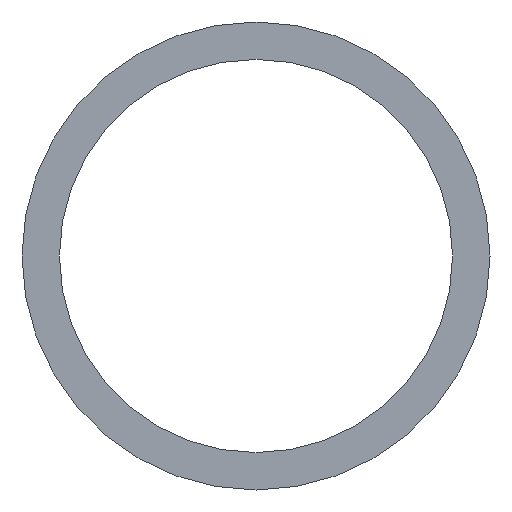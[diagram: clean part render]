
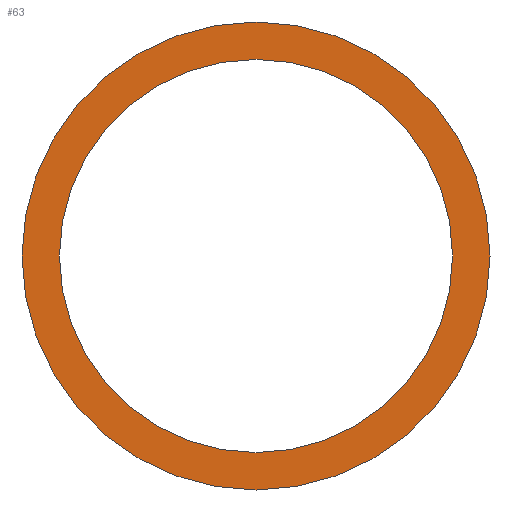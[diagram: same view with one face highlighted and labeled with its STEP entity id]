
A CAD part, front view. The second image highlights one B-rep face of the part: STEP entity #63.
In plain terms, the highlighted planar face has unit normal (0, -1, 0).
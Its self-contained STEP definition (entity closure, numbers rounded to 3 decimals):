
#22=FACE_BOUND('',#31,.T.);
#25=FACE_OUTER_BOUND('',#30,.T.);
#30=EDGE_LOOP('',(#53));
#31=EDGE_LOOP('',(#54));
#35=CIRCLE('',#92,31.5);
#36=CIRCLE('',#94,37.5);
#39=VERTEX_POINT('',#123);
#40=VERTEX_POINT('',#127);
#44=EDGE_CURVE('',#39,#39,#35,.T.);
#45=EDGE_CURVE('',#40,#40,#36,.T.);
#53=ORIENTED_EDGE('',*,*,#45,.F.);
#54=ORIENTED_EDGE('',*,*,#44,.T.);
#60=PLANE('',#93);
#63=ADVANCED_FACE('',(#25,#22),#60,.T.);
#92=AXIS2_PLACEMENT_3D('',#125,#107,#108);
#93=AXIS2_PLACEMENT_3D('',#126,#109,#110);
#94=AXIS2_PLACEMENT_3D('',#128,#111,#112);
#107=DIRECTION('center_axis',(0.,1.,0.));
#108=DIRECTION('ref_axis',(1.,0.,0.));
#109=DIRECTION('center_axis',(0.,-1.,0.));
#110=DIRECTION('ref_axis',(0.,0.,-1.));
#111=DIRECTION('center_axis',(0.,1.,0.));
#112=DIRECTION('ref_axis',(1.,0.,0.));
#123=CARTESIAN_POINT('',(31.5,0.,0.));
#125=CARTESIAN_POINT('Origin',(0.,0.,0.));
#126=CARTESIAN_POINT('Origin',(-37.5,0.,0.));
#127=CARTESIAN_POINT('',(37.5,0.,0.));
#128=CARTESIAN_POINT('Origin',(0.,0.,0.));
